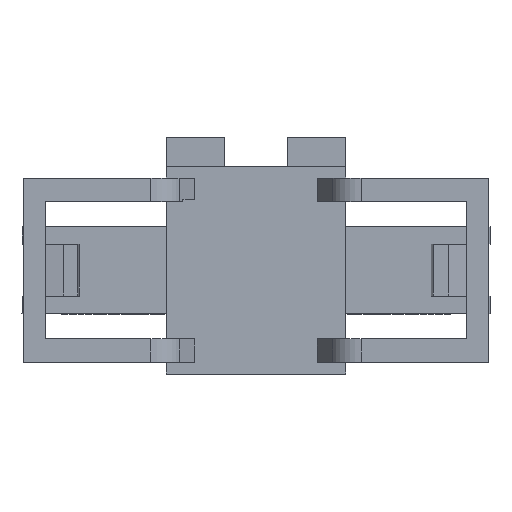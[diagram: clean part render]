
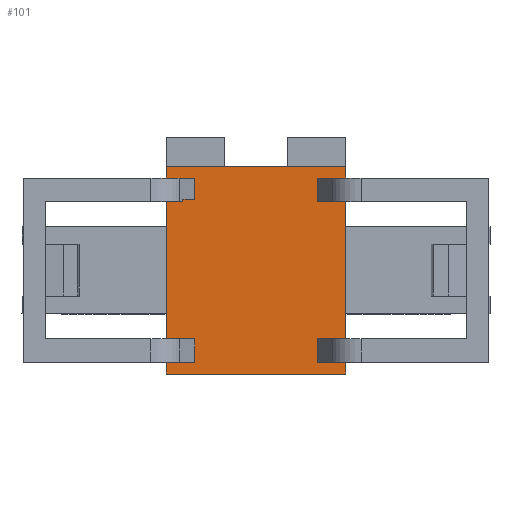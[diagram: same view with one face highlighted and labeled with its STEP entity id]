
A CAD part, top view. The second image highlights one B-rep face of the part: STEP entity #101.
In plain terms, the highlighted planar face has unit normal (0, 0, 1).
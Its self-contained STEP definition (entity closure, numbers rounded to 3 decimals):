
#101=ADVANCED_FACE('',(#281),#198,.T.);
#198=PLANE('',#2081);
#281=FACE_OUTER_BOUND('',#378,.T.);
#378=EDGE_LOOP('',(#636,#637,#638,#639,#640,#641,#642,#643,#644,#645,#646,
#647,#648,#649,#650,#651,#652,#653,#654,#655,#656,#657));
#636=ORIENTED_EDGE('',*,*,#1382,.F.);
#637=ORIENTED_EDGE('',*,*,#1383,.T.);
#638=ORIENTED_EDGE('',*,*,#1293,.T.);
#639=ORIENTED_EDGE('',*,*,#1248,.T.);
#640=ORIENTED_EDGE('',*,*,#1287,.T.);
#641=ORIENTED_EDGE('',*,*,#1384,.F.);
#642=ORIENTED_EDGE('',*,*,#1385,.T.);
#643=ORIENTED_EDGE('',*,*,#1243,.T.);
#644=ORIENTED_EDGE('',*,*,#1386,.T.);
#645=ORIENTED_EDGE('',*,*,#1362,.F.);
#646=ORIENTED_EDGE('',*,*,#1387,.F.);
#647=ORIENTED_EDGE('',*,*,#1388,.T.);
#648=ORIENTED_EDGE('',*,*,#1284,.F.);
#649=ORIENTED_EDGE('',*,*,#1339,.T.);
#650=ORIENTED_EDGE('',*,*,#1314,.F.);
#651=ORIENTED_EDGE('',*,*,#1360,.F.);
#652=ORIENTED_EDGE('',*,*,#1301,.F.);
#653=ORIENTED_EDGE('',*,*,#1389,.T.);
#654=ORIENTED_EDGE('',*,*,#1390,.F.);
#655=ORIENTED_EDGE('',*,*,#1358,.F.);
#656=ORIENTED_EDGE('',*,*,#1391,.F.);
#657=ORIENTED_EDGE('',*,*,#1253,.T.);
#1048=VERTEX_POINT('',#2707);
#1049=VERTEX_POINT('',#2709);
#1053=VERTEX_POINT('',#2720);
#1054=VERTEX_POINT('',#2722);
#1058=VERTEX_POINT('',#2733);
#1059=VERTEX_POINT('',#2735);
#1084=VERTEX_POINT('',#2794);
#1086=VERTEX_POINT('',#2797);
#1087=VERTEX_POINT('',#2801);
#1093=VERTEX_POINT('',#2815);
#1099=VERTEX_POINT('',#2829);
#1101=VERTEX_POINT('',#2832);
#1113=VERTEX_POINT('',#2860);
#1114=VERTEX_POINT('',#2861);
#1122=VERTEX_POINT('',#2879);
#1125=VERTEX_POINT('',#2885);
#1143=VERTEX_POINT('',#2938);
#1144=VERTEX_POINT('',#2950);
#1160=VERTEX_POINT('',#2991);
#1161=VERTEX_POINT('',#2994);
#1162=VERTEX_POINT('',#2998);
#1163=VERTEX_POINT('',#3001);
#1243=EDGE_CURVE('',#1049,#1048,#1536,.T.);
#1248=EDGE_CURVE('',#1054,#1053,#1540,.T.);
#1253=EDGE_CURVE('',#1059,#1058,#1544,.T.);
#1284=EDGE_CURVE('',#1084,#1086,#1575,.T.);
#1287=EDGE_CURVE('',#1053,#1087,#1578,.T.);
#1293=EDGE_CURVE('',#1093,#1054,#1582,.T.);
#1301=EDGE_CURVE('',#1099,#1101,#1588,.T.);
#1314=EDGE_CURVE('',#1113,#1114,#1597,.T.);
#1339=EDGE_CURVE('',#1084,#1114,#1620,.T.);
#1358=EDGE_CURVE('',#1143,#1122,#1639,.T.);
#1360=EDGE_CURVE('',#1101,#1113,#1640,.T.);
#1362=EDGE_CURVE('',#1125,#1144,#1641,.T.);
#1382=EDGE_CURVE('',#1160,#1058,#1661,.T.);
#1383=EDGE_CURVE('',#1160,#1093,#1662,.T.);
#1384=EDGE_CURVE('',#1161,#1087,#1663,.T.);
#1385=EDGE_CURVE('',#1161,#1049,#1664,.T.);
#1386=EDGE_CURVE('',#1048,#1144,#1665,.T.);
#1387=EDGE_CURVE('',#1162,#1125,#1666,.T.);
#1388=EDGE_CURVE('',#1162,#1086,#1667,.T.);
#1389=EDGE_CURVE('',#1099,#1163,#1668,.T.);
#1390=EDGE_CURVE('',#1122,#1163,#1669,.T.);
#1391=EDGE_CURVE('',#1059,#1143,#1670,.T.);
#1536=LINE('',#2708,#1797);
#1540=LINE('',#2721,#1801);
#1544=LINE('',#2734,#1805);
#1575=LINE('',#2796,#1836);
#1578=LINE('',#2803,#1839);
#1582=LINE('',#2814,#1843);
#1588=LINE('',#2831,#1849);
#1597=LINE('',#2859,#1858);
#1620=LINE('',#2904,#1881);
#1639=LINE('',#2939,#1900);
#1640=LINE('',#2944,#1901);
#1641=LINE('',#2949,#1902);
#1661=LINE('',#2990,#1922);
#1662=LINE('',#2992,#1923);
#1663=LINE('',#2993,#1924);
#1664=LINE('',#2995,#1925);
#1665=LINE('',#2996,#1926);
#1666=LINE('',#2997,#1927);
#1667=LINE('',#2999,#1928);
#1668=LINE('',#3000,#1929);
#1669=LINE('',#3002,#1930);
#1670=LINE('',#3003,#1931);
#1797=VECTOR('',#2188,1.);
#1801=VECTOR('',#2192,1.);
#1805=VECTOR('',#2196,1.);
#1836=VECTOR('',#2235,1.);
#1839=VECTOR('',#2240,1.);
#1843=VECTOR('',#2250,1.);
#1849=VECTOR('',#2262,1.);
#1858=VECTOR('',#2285,1.);
#1881=VECTOR('',#2318,1.);
#1900=VECTOR('',#2341,1.);
#1901=VECTOR('',#2342,1.);
#1902=VECTOR('',#2343,1.);
#1922=VECTOR('',#2373,1.);
#1923=VECTOR('',#2374,1.);
#1924=VECTOR('',#2375,1.);
#1925=VECTOR('',#2376,1.);
#1926=VECTOR('',#2377,1.);
#1927=VECTOR('',#2378,1.);
#1928=VECTOR('',#2379,1.);
#1929=VECTOR('',#2380,1.);
#1930=VECTOR('',#2381,1.);
#1931=VECTOR('',#2382,1.);
#2081=AXIS2_PLACEMENT_3D('',#3004,#2383,#2384);
#2188=DIRECTION('',(0.,1.,0.));
#2192=DIRECTION('',(0.,1.,0.));
#2196=DIRECTION('',(0.,1.,0.));
#2235=DIRECTION('',(1.,0.,0.));
#2240=DIRECTION('',(-1.,0.,0.));
#2250=DIRECTION('',(1.,0.,0.));
#2262=DIRECTION('',(-1.,0.,0.));
#2285=DIRECTION('',(1.,0.,0.));
#2318=DIRECTION('',(0.,-1.,0.));
#2341=DIRECTION('',(0.,1.,0.));
#2342=DIRECTION('',(0.,1.,0.));
#2343=DIRECTION('',(0.,1.,0.));
#2373=DIRECTION('',(1.,0.,0.));
#2374=DIRECTION('',(0.,1.,0.));
#2375=DIRECTION('',(0.,-1.,0.));
#2376=DIRECTION('',(1.,0.,0.));
#2377=DIRECTION('',(-1.,0.,0.));
#2378=DIRECTION('',(-1.,0.,0.));
#2379=DIRECTION('',(0.,-1.,0.));
#2380=DIRECTION('',(0.,-1.,0.));
#2381=DIRECTION('',(1.,0.,0.));
#2382=DIRECTION('',(-1.,0.,0.));
#2383=DIRECTION('',(0.,0.,1.));
#2384=DIRECTION('',(1.,0.,0.));
#2707=CARTESIAN_POINT('',(5.15,6.67,22.394));
#2708=CARTESIAN_POINT('',(5.15,6.17,22.394));
#2709=CARTESIAN_POINT('',(5.15,6.12,22.394));
#2720=CARTESIAN_POINT('',(5.15,5.045,22.394));
#2721=CARTESIAN_POINT('',(5.15,6.17,22.394));
#2722=CARTESIAN_POINT('',(5.15,-1.305,22.394));
#2733=CARTESIAN_POINT('',(5.15,-2.38,22.394));
#2734=CARTESIAN_POINT('',(5.15,3.729,22.394));
#2735=CARTESIAN_POINT('',(5.15,-2.93,22.394));
#2794=CARTESIAN_POINT('',(-2.375,5.14,22.394));
#2796=CARTESIAN_POINT('',(5.2,5.14,22.394));
#2797=CARTESIAN_POINT('',(-1.83,5.14,22.394));
#2801=CARTESIAN_POINT('',(3.829,5.045,22.394));
#2803=CARTESIAN_POINT('',(5.2,5.045,22.394));
#2814=CARTESIAN_POINT('',(5.2,-1.305,22.394));
#2815=CARTESIAN_POINT('',(3.829,-1.305,22.394));
#2829=CARTESIAN_POINT('',(-1.83,-1.305,22.394));
#2831=CARTESIAN_POINT('',(0.35,-1.305,22.394));
#2832=CARTESIAN_POINT('',(-3.15,-1.305,22.394));
#2859=CARTESIAN_POINT('',(0.35,5.045,22.394));
#2860=CARTESIAN_POINT('',(-3.15,5.045,22.394));
#2861=CARTESIAN_POINT('',(-2.375,5.045,22.394));
#2879=CARTESIAN_POINT('',(-3.15,-2.38,22.394));
#2885=CARTESIAN_POINT('',(-3.15,6.12,22.394));
#2904=CARTESIAN_POINT('',(-2.375,4.995,22.394));
#2938=CARTESIAN_POINT('',(-3.15,-2.93,22.394));
#2939=CARTESIAN_POINT('',(-3.15,6.17,22.394));
#2944=CARTESIAN_POINT('',(-3.15,3.87,22.394));
#2949=CARTESIAN_POINT('',(-3.15,3.87,22.394));
#2950=CARTESIAN_POINT('',(-3.15,6.67,22.394));
#2990=CARTESIAN_POINT('',(5.2,-2.38,22.394));
#2991=CARTESIAN_POINT('',(3.829,-2.38,22.394));
#2992=CARTESIAN_POINT('',(3.829,-2.33,22.394));
#2993=CARTESIAN_POINT('',(3.829,6.07,22.394));
#2994=CARTESIAN_POINT('',(3.829,6.12,22.394));
#2995=CARTESIAN_POINT('',(4.513,6.12,22.394));
#2996=CARTESIAN_POINT('',(5.2,6.67,22.394));
#2997=CARTESIAN_POINT('',(-2.514,6.12,22.394));
#2998=CARTESIAN_POINT('',(-1.83,6.12,22.394));
#2999=CARTESIAN_POINT('',(-1.83,6.07,22.394));
#3000=CARTESIAN_POINT('',(-1.83,-2.555,22.394));
#3001=CARTESIAN_POINT('',(-1.83,-2.38,22.394));
#3002=CARTESIAN_POINT('',(-2.514,-2.38,22.394));
#3003=CARTESIAN_POINT('',(-3.2,-2.93,22.394));
#3004=CARTESIAN_POINT('',(5.2,6.17,22.394));
